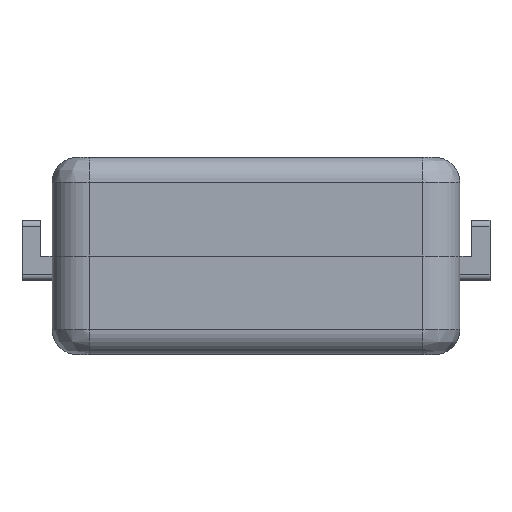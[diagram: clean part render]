
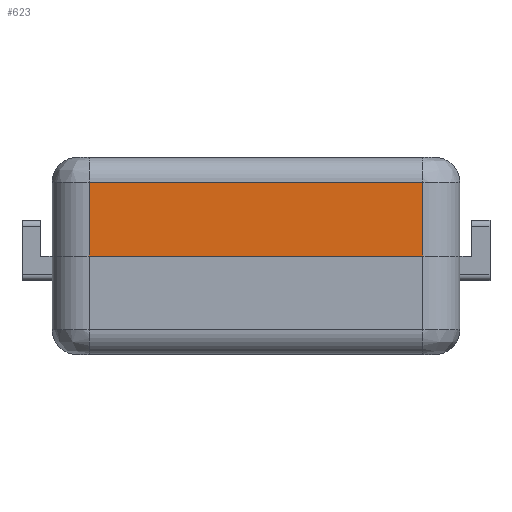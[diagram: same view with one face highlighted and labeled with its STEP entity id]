
A CAD part, front view. The second image highlights one B-rep face of the part: STEP entity #623.
In plain terms, the highlighted planar face has unit normal (0, -1, 0).
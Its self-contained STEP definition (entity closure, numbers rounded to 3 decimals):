
#623 = ADVANCED_FACE( '', ( #2105 ), #2106, .F. );
#2105 = FACE_OUTER_BOUND( '', #4240, .T. );
#2106 = PLANE( '', #4241 );
#4240 = EDGE_LOOP( '', ( #8611, #8612, #8613, #8614 ) );
#4241 = AXIS2_PLACEMENT_3D( '', #8615, #8616, #8617 );
#8611 = ORIENTED_EDGE( '', *, *, #15464, .F. );
#8612 = ORIENTED_EDGE( '', *, *, #15465, .T. );
#8613 = ORIENTED_EDGE( '', *, *, #15466, .T. );
#8614 = ORIENTED_EDGE( '', *, *, #15467, .T. );
#8615 = CARTESIAN_POINT( '', ( -16.55, -35.65, 8. ) );
#8616 = DIRECTION( '', ( 0., 1., 0. ) );
#8617 = DIRECTION( '', ( 0., 0., 1. ) );
#15464 = EDGE_CURVE( '', #18860, #18861, #18862, .T. );
#15465 = EDGE_CURVE( '', #18860, #18863, #18864, .T. );
#15466 = EDGE_CURVE( '', #18863, #18865, #18866, .T. );
#15467 = EDGE_CURVE( '', #18865, #18861, #18867, .F. );
#18860 = VERTEX_POINT( '', #24197 );
#18861 = VERTEX_POINT( '', #24198 );
#18862 = LINE( '', #24199, #24200 );
#18863 = VERTEX_POINT( '', #24201 );
#18864 = LINE( '', #24202, #24203 );
#18865 = VERTEX_POINT( '', #24204 );
#18866 = LINE( '', #24205, #24206 );
#18867 = LINE( '', #24207, #24208 );
#24197 = CARTESIAN_POINT( '', ( -13.55, -35.65, 8. ) );
#24198 = CARTESIAN_POINT( '', ( 13.55, -35.65, 8. ) );
#24199 = CARTESIAN_POINT( '', ( -16.55, -35.65, 8. ) );
#24200 = VECTOR( '', #30586, 1000. );
#24201 = CARTESIAN_POINT( '', ( -13.55, -35.65, 2. ) );
#24202 = CARTESIAN_POINT( '', ( -13.55, -35.65, 8. ) );
#24203 = VECTOR( '', #30587, 1000. );
#24204 = CARTESIAN_POINT( '', ( 13.55, -35.65, 2. ) );
#24205 = CARTESIAN_POINT( '', ( -16.55, -35.65, 2. ) );
#24206 = VECTOR( '', #30588, 1000. );
#24207 = CARTESIAN_POINT( '', ( 13.55, -35.65, 8. ) );
#24208 = VECTOR( '', #30589, 1000. );
#30586 = DIRECTION( '', ( 1., 0., 0. ) );
#30587 = DIRECTION( '', ( 0., 0., -1. ) );
#30588 = DIRECTION( '', ( 1., 0., 0. ) );
#30589 = DIRECTION( '', ( 0., 0., -1. ) );
